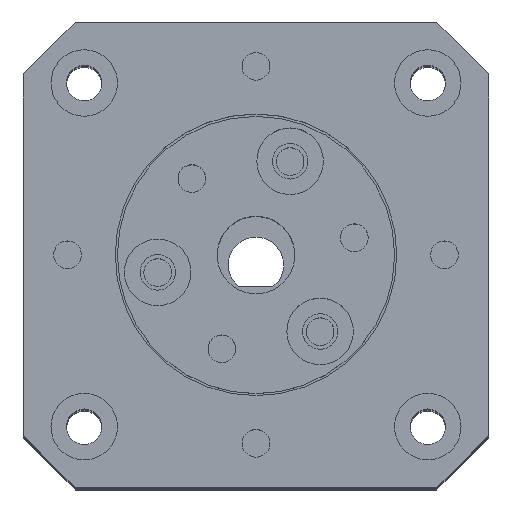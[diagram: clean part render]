
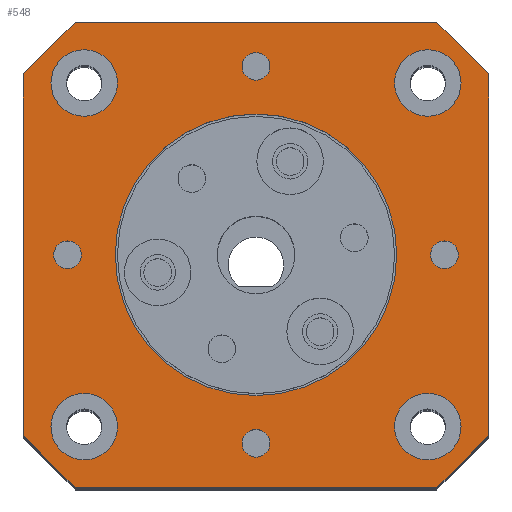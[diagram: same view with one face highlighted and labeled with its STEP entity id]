
A CAD part, top view. The second image highlights one B-rep face of the part: STEP entity #548.
In plain terms, the highlighted planar face has unit normal (0, 0, 1).
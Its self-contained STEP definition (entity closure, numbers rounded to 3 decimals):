
#32=CARTESIAN_POINT('',(27.7,70.,98.215));
#33=VERTEX_POINT('',#32);
#42=CARTESIAN_POINT('',(15.,70.,98.215));
#43=DIRECTION('',(0.,0.,1.));
#44=DIRECTION('',(1.,0.,-0.));
#45=AXIS2_PLACEMENT_3D('',#42,#43,#44);
#46=CIRCLE('',#45,12.7);
#47=EDGE_CURVE('',#33,#33,#46,.T.);
#76=CARTESIAN_POINT('',(27.5,54.5,98.215));
#77=VERTEX_POINT('',#76);
#101=CARTESIAN_POINT('',(33.5,54.5,98.215));
#102=VERTEX_POINT('',#101);
#103=CARTESIAN_POINT('',(30.5,54.5,98.215));
#104=DIRECTION('',(-0.,-0.,-1.));
#105=DIRECTION('',(1.,0.,-0.));
#106=AXIS2_PLACEMENT_3D('',#103,#104,#105);
#107=CIRCLE('',#106,3.);
#108=EDGE_CURVE('',#102,#77,#107,.T.);
#110=CARTESIAN_POINT('',(30.5,54.5,98.215));
#111=DIRECTION('',(-0.,-0.,-1.));
#112=DIRECTION('',(1.,0.,-0.));
#113=AXIS2_PLACEMENT_3D('',#110,#111,#112);
#114=CIRCLE('',#113,3.);
#115=EDGE_CURVE('',#77,#102,#114,.T.);
#127=CARTESIAN_POINT('',(27.5,85.5,98.215));
#128=VERTEX_POINT('',#127);
#152=CARTESIAN_POINT('',(33.5,85.5,98.215));
#153=VERTEX_POINT('',#152);
#154=CARTESIAN_POINT('',(30.5,85.5,98.215));
#155=DIRECTION('',(-0.,-0.,-1.));
#156=DIRECTION('',(1.,0.,-0.));
#157=AXIS2_PLACEMENT_3D('',#154,#155,#156);
#158=CIRCLE('',#157,3.);
#159=EDGE_CURVE('',#153,#128,#158,.T.);
#161=CARTESIAN_POINT('',(30.5,85.5,98.215));
#162=DIRECTION('',(-0.,-0.,-1.));
#163=DIRECTION('',(1.,0.,-0.));
#164=AXIS2_PLACEMENT_3D('',#161,#162,#163);
#165=CIRCLE('',#164,3.);
#166=EDGE_CURVE('',#128,#153,#165,.T.);
#178=CARTESIAN_POINT('',(-3.5,85.5,98.215));
#179=VERTEX_POINT('',#178);
#203=CARTESIAN_POINT('',(2.5,85.5,98.215));
#204=VERTEX_POINT('',#203);
#205=CARTESIAN_POINT('',(-0.5,85.5,98.215));
#206=DIRECTION('',(-0.,-0.,-1.));
#207=DIRECTION('',(1.,0.,-0.));
#208=AXIS2_PLACEMENT_3D('',#205,#206,#207);
#209=CIRCLE('',#208,3.);
#210=EDGE_CURVE('',#204,#179,#209,.T.);
#212=CARTESIAN_POINT('',(-0.5,85.5,98.215));
#213=DIRECTION('',(-0.,-0.,-1.));
#214=DIRECTION('',(1.,0.,-0.));
#215=AXIS2_PLACEMENT_3D('',#212,#213,#214);
#216=CIRCLE('',#215,3.);
#217=EDGE_CURVE('',#179,#204,#216,.T.);
#229=CARTESIAN_POINT('',(-3.5,54.5,98.215));
#230=VERTEX_POINT('',#229);
#254=CARTESIAN_POINT('',(2.5,54.5,98.215));
#255=VERTEX_POINT('',#254);
#256=CARTESIAN_POINT('',(-0.5,54.5,98.215));
#257=DIRECTION('',(-0.,-0.,-1.));
#258=DIRECTION('',(1.,0.,-0.));
#259=AXIS2_PLACEMENT_3D('',#256,#257,#258);
#260=CIRCLE('',#259,3.);
#261=EDGE_CURVE('',#255,#230,#260,.T.);
#263=CARTESIAN_POINT('',(-0.5,54.5,98.215));
#264=DIRECTION('',(-0.,-0.,-1.));
#265=DIRECTION('',(1.,0.,-0.));
#266=AXIS2_PLACEMENT_3D('',#263,#264,#265);
#267=CIRCLE('',#266,3.);
#268=EDGE_CURVE('',#230,#255,#267,.T.);
#414=CARTESIAN_POINT('',(15.,70.,98.215));
#415=DIRECTION('',(0.,0.,1.));
#416=DIRECTION('',(1.,0.,0.));
#417=AXIS2_PLACEMENT_3D('',#414,#415,#416);
#418=PLANE('',#417);
#419=CARTESIAN_POINT('',(16.25,53.,98.215));
#420=VERTEX_POINT('',#419);
#421=CARTESIAN_POINT('',(15.,53.,98.215));
#422=DIRECTION('',(0.,0.,1.));
#423=DIRECTION('',(1.,0.,-0.));
#424=AXIS2_PLACEMENT_3D('',#421,#422,#423);
#425=CIRCLE('',#424,1.25);
#426=EDGE_CURVE('',#420,#420,#425,.T.);
#427=ORIENTED_EDGE('',*,*,#426,.F.);
#428=EDGE_LOOP('',(#427));
#429=FACE_BOUND('',#428,.T.);
#430=CARTESIAN_POINT('',(33.25,70.,98.215));
#431=VERTEX_POINT('',#430);
#432=CARTESIAN_POINT('',(32.,70.,98.215));
#433=DIRECTION('',(0.,0.,1.));
#434=DIRECTION('',(1.,0.,-0.));
#435=AXIS2_PLACEMENT_3D('',#432,#433,#434);
#436=CIRCLE('',#435,1.25);
#437=EDGE_CURVE('',#431,#431,#436,.T.);
#438=ORIENTED_EDGE('',*,*,#437,.F.);
#439=EDGE_LOOP('',(#438));
#440=FACE_BOUND('',#439,.T.);
#441=CARTESIAN_POINT('',(-0.75,70.,98.215));
#442=VERTEX_POINT('',#441);
#443=CARTESIAN_POINT('',(-2.,70.,98.215));
#444=DIRECTION('',(0.,0.,1.));
#445=DIRECTION('',(1.,0.,-0.));
#446=AXIS2_PLACEMENT_3D('',#443,#444,#445);
#447=CIRCLE('',#446,1.25);
#448=EDGE_CURVE('',#442,#442,#447,.T.);
#449=ORIENTED_EDGE('',*,*,#448,.F.);
#450=EDGE_LOOP('',(#449));
#451=FACE_BOUND('',#450,.T.);
#452=CARTESIAN_POINT('',(16.25,87.,98.215));
#453=VERTEX_POINT('',#452);
#454=CARTESIAN_POINT('',(15.,87.,98.215));
#455=DIRECTION('',(0.,0.,1.));
#456=DIRECTION('',(1.,0.,-0.));
#457=AXIS2_PLACEMENT_3D('',#454,#455,#456);
#458=CIRCLE('',#457,1.25);
#459=EDGE_CURVE('',#453,#453,#458,.T.);
#460=ORIENTED_EDGE('',*,*,#459,.F.);
#461=EDGE_LOOP('',(#460));
#462=FACE_BOUND('',#461,.T.);
#463=ORIENTED_EDGE('',*,*,#261,.T.);
#464=ORIENTED_EDGE('',*,*,#268,.T.);
#465=EDGE_LOOP('',(#463,#464));
#466=FACE_BOUND('',#465,.T.);
#467=ORIENTED_EDGE('',*,*,#210,.T.);
#468=ORIENTED_EDGE('',*,*,#217,.T.);
#469=EDGE_LOOP('',(#467,#468));
#470=FACE_BOUND('',#469,.T.);
#471=ORIENTED_EDGE('',*,*,#159,.T.);
#472=ORIENTED_EDGE('',*,*,#166,.T.);
#473=EDGE_LOOP('',(#471,#472));
#474=FACE_BOUND('',#473,.T.);
#475=ORIENTED_EDGE('',*,*,#108,.T.);
#476=ORIENTED_EDGE('',*,*,#115,.T.);
#477=EDGE_LOOP('',(#475,#476));
#478=FACE_BOUND('',#477,.T.);
#479=ORIENTED_EDGE('',*,*,#47,.F.);
#480=EDGE_LOOP('',(#479));
#481=FACE_BOUND('',#480,.T.);
#482=CARTESIAN_POINT('',(-1.314,49.,98.215));
#483=VERTEX_POINT('',#482);
#484=CARTESIAN_POINT('',(-6.,53.686,98.215));
#485=VERTEX_POINT('',#484);
#486=CARTESIAN_POINT('',(-1.314,49.,98.215));
#487=DIRECTION('',(-0.707,0.707,0.));
#488=VECTOR('',#487,6.627);
#489=LINE('',#486,#488);
#490=EDGE_CURVE('',#483,#485,#489,.T.);
#491=ORIENTED_EDGE('',*,*,#490,.F.);
#492=CARTESIAN_POINT('',(31.314,49.,98.215));
#493=VERTEX_POINT('',#492);
#494=CARTESIAN_POINT('',(31.314,49.,98.215));
#495=DIRECTION('',(-1.,0.,0.));
#496=VECTOR('',#495,32.627);
#497=LINE('',#494,#496);
#498=EDGE_CURVE('',#493,#483,#497,.T.);
#499=ORIENTED_EDGE('',*,*,#498,.F.);
#500=CARTESIAN_POINT('',(36.,53.686,98.215));
#501=VERTEX_POINT('',#500);
#502=CARTESIAN_POINT('',(36.,53.686,98.215));
#503=DIRECTION('',(-0.707,-0.707,0.));
#504=VECTOR('',#503,6.627);
#505=LINE('',#502,#504);
#506=EDGE_CURVE('',#501,#493,#505,.T.);
#507=ORIENTED_EDGE('',*,*,#506,.F.);
#508=CARTESIAN_POINT('',(36.,86.314,98.215));
#509=VERTEX_POINT('',#508);
#510=CARTESIAN_POINT('',(36.,86.314,98.215));
#511=DIRECTION('',(0.,-1.,0.));
#512=VECTOR('',#511,32.627);
#513=LINE('',#510,#512);
#514=EDGE_CURVE('',#509,#501,#513,.T.);
#515=ORIENTED_EDGE('',*,*,#514,.F.);
#516=CARTESIAN_POINT('',(31.314,91.,98.215));
#517=VERTEX_POINT('',#516);
#518=CARTESIAN_POINT('',(31.314,91.,98.215));
#519=DIRECTION('',(0.707,-0.707,0.));
#520=VECTOR('',#519,6.627);
#521=LINE('',#518,#520);
#522=EDGE_CURVE('',#517,#509,#521,.T.);
#523=ORIENTED_EDGE('',*,*,#522,.F.);
#524=CARTESIAN_POINT('',(-1.314,91.,98.215));
#525=VERTEX_POINT('',#524);
#526=CARTESIAN_POINT('',(-1.314,91.,98.215));
#527=DIRECTION('',(1.,0.,-0.));
#528=VECTOR('',#527,32.627);
#529=LINE('',#526,#528);
#530=EDGE_CURVE('',#525,#517,#529,.T.);
#531=ORIENTED_EDGE('',*,*,#530,.F.);
#532=CARTESIAN_POINT('',(-6.,86.314,98.215));
#533=VERTEX_POINT('',#532);
#534=CARTESIAN_POINT('',(-6.,86.314,98.215));
#535=DIRECTION('',(0.707,0.707,0.));
#536=VECTOR('',#535,6.627);
#537=LINE('',#534,#536);
#538=EDGE_CURVE('',#533,#525,#537,.T.);
#539=ORIENTED_EDGE('',*,*,#538,.F.);
#540=CARTESIAN_POINT('',(-6.,53.686,98.215));
#541=DIRECTION('',(0.,1.,0.));
#542=VECTOR('',#541,32.627);
#543=LINE('',#540,#542);
#544=EDGE_CURVE('',#485,#533,#543,.T.);
#545=ORIENTED_EDGE('',*,*,#544,.F.);
#546=EDGE_LOOP('',(#491,#499,#507,#515,#523,#531,#539,#545));
#547=FACE_BOUND('',#546,.T.);
#548=ADVANCED_FACE('',(#429,#440,#451,#462,#466,#470,#474,#478,#481,#547),#418,.T.);
